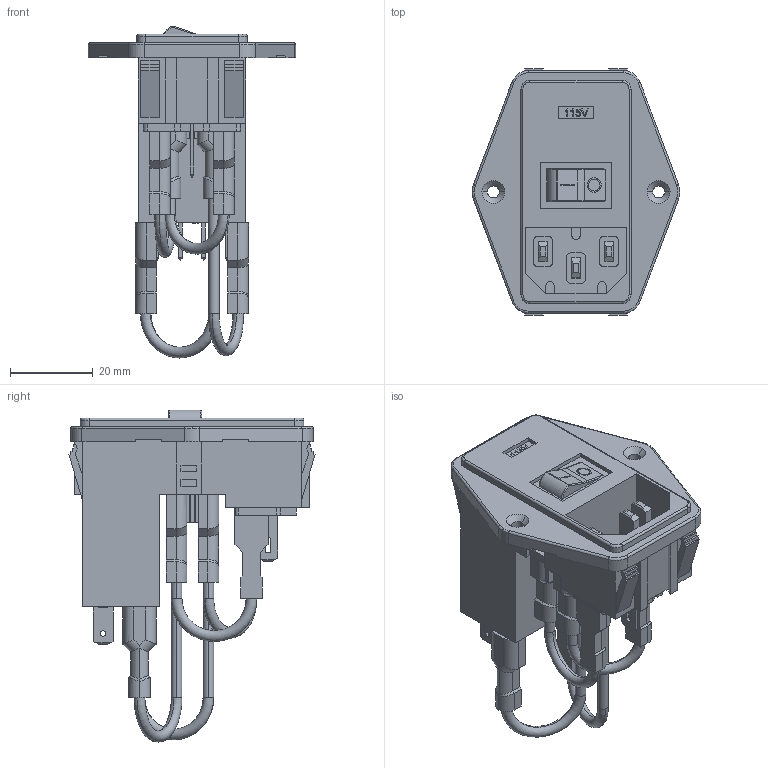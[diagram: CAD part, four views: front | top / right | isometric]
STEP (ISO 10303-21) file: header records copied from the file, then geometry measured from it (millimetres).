
FILE_DESCRIPTION (( 'STEP AP214' ), '1' );
FILE_NAME ('83544530.STEP', '2013-07-31T21:22:22', ( 'ATS DESKTOP 3' ), ( 'Microsoft' ), 'SwSTEP 2.0', 'SolidWorks 2013', '' );
FILE_SCHEMA (( 'AUTOMOTIVE_DESIGN' ));
Length unit declared in the file: inch
Products named in the file (7): Part24^83544530; Part23^83544530; Part22^83544530; Part21^83544530; 83544530 CONNECTOR; 83544030; 83544530
Assembly tree (13 placements, depth 2):
  83544530
    83544030
    83544530 CONNECTOR  x8
    Part21^83544530
    Part22^83544530
    Part23^83544530
    Part24^83544530
Bounding box: 50.29 x 59.52 x 80.32 mm (x, y, z)
Volume: 43150.4 mm3; surface area: 23008.5 mm2
Topology: 13 solids, 13 shells, 864 faces, 2244 edges, 1467 vertices
Faces by surface type: plane 593, cylinder 205, bspline 54, torus 8, cone 4
Entity records: 26612 total; most frequent: CARTESIAN_POINT 6733, ORIENTED_EDGE 3630, DIRECTION 3179, EDGE_CURVE 1815, LINE 1411, VECTOR 1411, VERTEX_POINT 1208, AXIS2_PLACEMENT_3D 884
